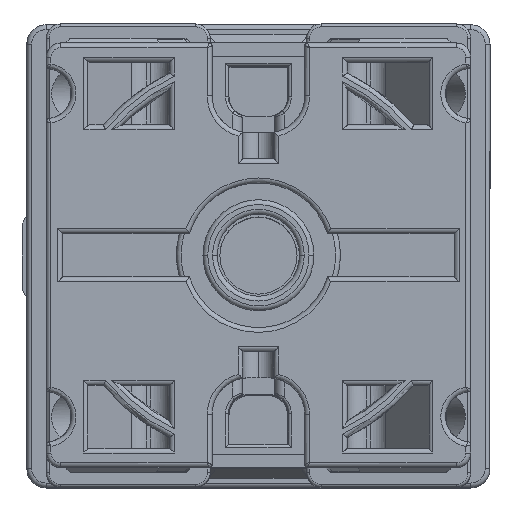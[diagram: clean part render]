
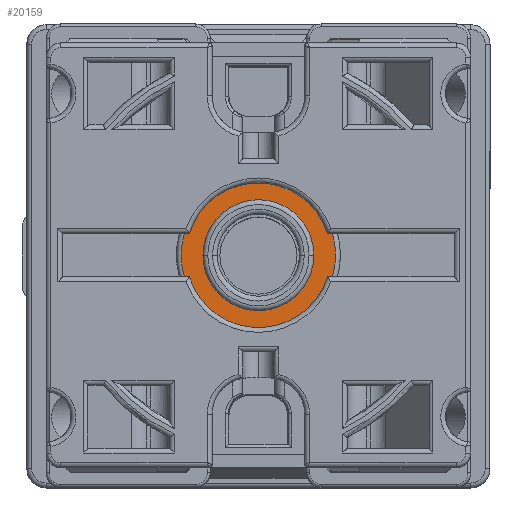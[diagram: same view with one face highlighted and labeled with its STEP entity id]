
A CAD part, top view. The second image highlights one B-rep face of the part: STEP entity #20159.
In plain terms, the highlighted planar face has unit normal (0, 0, 1).
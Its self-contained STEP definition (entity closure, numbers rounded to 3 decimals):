
#707 = FACE_BOUND ( 'NONE', #32234, .T. ) ;
#710 = FACE_OUTER_BOUND ( 'NONE', #32228, .T. ) ;
#12449 = CIRCLE ( 'NONE', #61363, 5.75 ) ;
#12842 = CIRCLE ( 'NONE', #61427, 7.5 ) ;
#12850 = CIRCLE ( 'NONE', #61429, 5.75 ) ;
#12851 = LINE ( 'NONE', #26115, #12865 ) ;
#12856 = CIRCLE ( 'NONE', #61431, 7.5 ) ;
#12859 = CIRCLE ( 'NONE', #61430, 8. ) ;
#12861 = LINE ( 'NONE', #26128, #12868 ) ;
#12862 = LINE ( 'NONE', #26108, #12863 ) ;
#12863 = VECTOR ( 'NONE', #26103, 1000. ) ;
#12864 = CIRCLE ( 'NONE', #61432, 8. ) ;
#12865 = VECTOR ( 'NONE', #26120, 1000. ) ;
#12866 = LINE ( 'NONE', #26122, #12867 ) ;
#12867 = VECTOR ( 'NONE', #26127, 1000. ) ;
#12868 = VECTOR ( 'NONE', #26130, 1000. ) ;
#13509 = CARTESIAN_POINT ( 'NONE',  ( 0., 0., 5.2 ) ) ;
#13510 = DIRECTION ( 'NONE',  ( 0., 0., 1. ) ) ;
#13511 = DIRECTION ( 'NONE',  ( 1., 0., 0. ) ) ;
#15828 = EDGE_CURVE ( 'NONE', #32779, #32782, #12449, .T. ) ;
#16349 = EDGE_CURVE ( 'NONE', #32980, #32999, #12842, .T. ) ;
#16357 = EDGE_CURVE ( 'NONE', #32782, #32779, #12850, .T. ) ;
#16359 = EDGE_CURVE ( 'NONE', #32994, #33000, #12859, .T. ) ;
#16362 = EDGE_CURVE ( 'NONE', #33003, #33000, #12862, .T. ) ;
#16364 = EDGE_CURVE ( 'NONE', #33004, #33003, #12856, .T. ) ;
#16366 = EDGE_CURVE ( 'NONE', #33004, #33007, #12851, .T. ) ;
#16368 = EDGE_CURVE ( 'NONE', #32996, #33007, #12864, .T. ) ;
#16370 = EDGE_CURVE ( 'NONE', #32980, #32996, #12866, .T. ) ;
#16372 = EDGE_CURVE ( 'NONE', #32999, #32994, #12861, .T. ) ;
#20159 = ADVANCED_FACE ( 'NONE', ( #707, #710 ), #22885, .T. ) ;
#22869 = CARTESIAN_POINT ( 'NONE',  ( 0., 0., 5.2 ) ) ;
#22885 = PLANE ( 'NONE',  #75580 ) ;
#22889 = DIRECTION ( 'NONE',  ( 0., 0., 1. ) ) ;
#22891 = DIRECTION ( 'NONE',  ( 1., 0., 0. ) ) ;
#26090 = CARTESIAN_POINT ( 'NONE',  ( 0., 0., 5.2 ) ) ;
#26091 = DIRECTION ( 'NONE',  ( 0., 0., 1. ) ) ;
#26092 = DIRECTION ( 'NONE',  ( 1., 0., 0. ) ) ;
#26103 = DIRECTION ( 'NONE',  ( -1., 0., 0. ) ) ;
#26104 = CARTESIAN_POINT ( 'NONE',  ( 0., 0., 5.2 ) ) ;
#26105 = DIRECTION ( 'NONE',  ( 0., 0., 1. ) ) ;
#26106 = DIRECTION ( 'NONE',  ( 1., 0., 0. ) ) ;
#26108 = CARTESIAN_POINT ( 'NONE',  ( -12.099, -2.25, 5.2 ) ) ;
#26109 = CARTESIAN_POINT ( 'NONE',  ( 0., 0., 5.2 ) ) ;
#26110 = DIRECTION ( 'NONE',  ( 0., 0., 1. ) ) ;
#26111 = DIRECTION ( 'NONE',  ( 1., 0., 0. ) ) ;
#26115 = CARTESIAN_POINT ( 'NONE',  ( 12.099, -2.25, 5.2 ) ) ;
#26116 = CARTESIAN_POINT ( 'NONE',  ( 0., 0., 5.2 ) ) ;
#26117 = DIRECTION ( 'NONE',  ( 0., 0., -1. ) ) ;
#26118 = DIRECTION ( 'NONE',  ( 1., 0., 0. ) ) ;
#26120 = DIRECTION ( 'NONE',  ( 1., 0., 0. ) ) ;
#26122 = CARTESIAN_POINT ( 'NONE',  ( 12.099, 2.25, 5.2 ) ) ;
#26123 = CARTESIAN_POINT ( 'NONE',  ( 0., 0., 5.2 ) ) ;
#26124 = DIRECTION ( 'NONE',  ( 0., 0., -1. ) ) ;
#26125 = DIRECTION ( 'NONE',  ( -1., 0., 0. ) ) ;
#26127 = DIRECTION ( 'NONE',  ( 1., 0., 0. ) ) ;
#26128 = CARTESIAN_POINT ( 'NONE',  ( -12.099, 2.25, 5.2 ) ) ;
#26130 = DIRECTION ( 'NONE',  ( -1., 0., 0. ) ) ;
#32228 = EDGE_LOOP ( 'NONE', ( #38771, #38777, #38783, #38785, #38792, #38797, #38803, #38808 ) ) ;
#32234 = EDGE_LOOP ( 'NONE', ( #38760, #38765 ) ) ;
#32779 = VERTEX_POINT ( 'NONE', #71547 ) ;
#32782 = VERTEX_POINT ( 'NONE', #71550 ) ;
#32980 = VERTEX_POINT ( 'NONE', #73488 ) ;
#32994 = VERTEX_POINT ( 'NONE', #73511 ) ;
#32996 = VERTEX_POINT ( 'NONE', #73515 ) ;
#32999 = VERTEX_POINT ( 'NONE', #73520 ) ;
#33000 = VERTEX_POINT ( 'NONE', #73522 ) ;
#33003 = VERTEX_POINT ( 'NONE', #73526 ) ;
#33004 = VERTEX_POINT ( 'NONE', #73528 ) ;
#33007 = VERTEX_POINT ( 'NONE', #73532 ) ;
#38760 = ORIENTED_EDGE ( 'NONE', *, *, #15828, .F. ) ;
#38765 = ORIENTED_EDGE ( 'NONE', *, *, #16357, .F. ) ;
#38771 = ORIENTED_EDGE ( 'NONE', *, *, #16359, .T. ) ;
#38777 = ORIENTED_EDGE ( 'NONE', *, *, #16362, .F. ) ;
#38783 = ORIENTED_EDGE ( 'NONE', *, *, #16364, .F. ) ;
#38785 = ORIENTED_EDGE ( 'NONE', *, *, #16366, .T. ) ;
#38792 = ORIENTED_EDGE ( 'NONE', *, *, #16368, .F. ) ;
#38797 = ORIENTED_EDGE ( 'NONE', *, *, #16370, .F. ) ;
#38803 = ORIENTED_EDGE ( 'NONE', *, *, #16349, .T. ) ;
#38808 = ORIENTED_EDGE ( 'NONE', *, *, #16372, .T. ) ;
#61363 = AXIS2_PLACEMENT_3D ( 'NONE', #13509, #13510, #13511 ) ;
#61427 = AXIS2_PLACEMENT_3D ( 'NONE', #26090, #26091, #26092 ) ;
#61429 = AXIS2_PLACEMENT_3D ( 'NONE', #26104, #26105, #26106 ) ;
#61430 = AXIS2_PLACEMENT_3D ( 'NONE', #26109, #26110, #26111 ) ;
#61431 = AXIS2_PLACEMENT_3D ( 'NONE', #26116, #26117, #26118 ) ;
#61432 = AXIS2_PLACEMENT_3D ( 'NONE', #26123, #26124, #26125 ) ;
#71547 = CARTESIAN_POINT ( 'NONE',  ( 5.75, 0., 5.2 ) ) ;
#71550 = CARTESIAN_POINT ( 'NONE',  ( -5.75, 0., 5.2 ) ) ;
#73488 = CARTESIAN_POINT ( 'NONE',  ( 7.155, 2.25, 5.2 ) ) ;
#73511 = CARTESIAN_POINT ( 'NONE',  ( -7.677, 2.25, 5.2 ) ) ;
#73515 = CARTESIAN_POINT ( 'NONE',  ( 7.677, 2.25, 5.2 ) ) ;
#73520 = CARTESIAN_POINT ( 'NONE',  ( -7.155, 2.25, 5.2 ) ) ;
#73522 = CARTESIAN_POINT ( 'NONE',  ( -7.677, -2.25, 5.2 ) ) ;
#73526 = CARTESIAN_POINT ( 'NONE',  ( -7.155, -2.25, 5.2 ) ) ;
#73528 = CARTESIAN_POINT ( 'NONE',  ( 7.155, -2.25, 5.2 ) ) ;
#73532 = CARTESIAN_POINT ( 'NONE',  ( 7.677, -2.25, 5.2 ) ) ;
#75580 = AXIS2_PLACEMENT_3D ( 'NONE', #22869, #22889, #22891 ) ;
